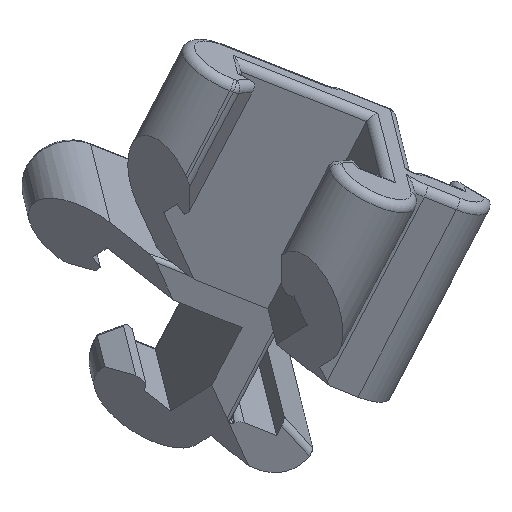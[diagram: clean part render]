
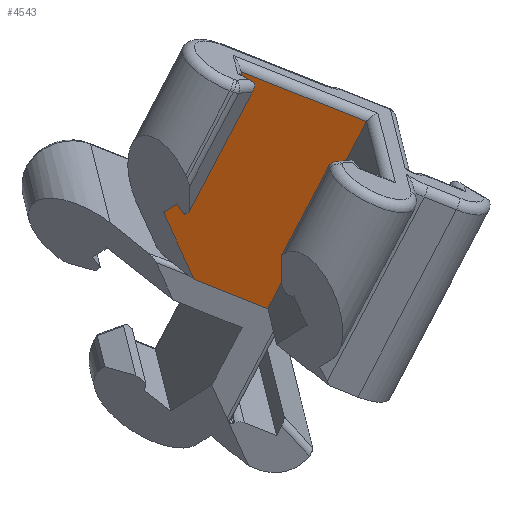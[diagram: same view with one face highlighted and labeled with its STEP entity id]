
A CAD part, left-side view. The second image highlights one B-rep face of the part: STEP entity #4543.
In plain terms, the highlighted face is planar.
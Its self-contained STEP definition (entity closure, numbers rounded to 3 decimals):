
#324 = LINE ( 'NONE', #2509, #5410 ) ;
#451 = VECTOR ( 'NONE', #1662, 1000. ) ;
#612 = EDGE_CURVE ( 'NONE', #2962, #696, #5211, .T. ) ;
#696 = VERTEX_POINT ( 'NONE', #4605 ) ;
#775 = CARTESIAN_POINT ( 'NONE',  ( 3.111, -0.061, 3.952 ) ) ;
#906 = DIRECTION ( 'NONE',  ( 0.786, 0., -0.619 ) ) ;
#936 = VERTEX_POINT ( 'NONE', #1009 ) ;
#1009 = CARTESIAN_POINT ( 'NONE',  ( -6.006, 2.484, 7.89 ) ) ;
#1060 = VERTEX_POINT ( 'NONE', #4394 ) ;
#1212 = VECTOR ( 'NONE', #1694, 1000. ) ;
#1237 = DIRECTION ( 'NONE',  ( 0.786, 0., -0.619 ) ) ;
#1305 = EDGE_CURVE ( 'NONE', #696, #1060, #4661, .T. ) ;
#1336 = CARTESIAN_POINT ( 'NONE',  ( -20.489, 6.798, 13.803 ) ) ;
#1458 = AXIS2_PLACEMENT_3D ( 'NONE', #4586, #5509, #3375 ) ;
#1572 = FACE_OUTER_BOUND ( 'NONE', #3530, .T. ) ;
#1579 = DIRECTION ( 'NONE',  ( -0.437, 0.707, -0.556 ) ) ;
#1602 = PLANE ( 'NONE',  #1458 ) ;
#1662 = DIRECTION ( 'NONE',  ( -0.437, 0.707, -0.556 ) ) ;
#1694 = DIRECTION ( 'NONE',  ( 0.85, -0.526, 0. ) ) ;
#1710 = CARTESIAN_POINT ( 'NONE',  ( -8.674, 6.798, 4.501 ) ) ;
#1820 = VERTEX_POINT ( 'NONE', #2070 ) ;
#1846 = VECTOR ( 'NONE', #906, 1000. ) ;
#2004 = ORIENTED_EDGE ( 'NONE', *, *, #2133, .T. ) ;
#2070 = CARTESIAN_POINT ( 'NONE',  ( 1.537, 2.484, 1.952 ) ) ;
#2133 = EDGE_CURVE ( 'NONE', #936, #2962, #5414, .T. ) ;
#2509 = CARTESIAN_POINT ( 'NONE',  ( -6.32, 2.484, 8.138 ) ) ;
#2825 = VECTOR ( 'NONE', #1579, 1000. ) ;
#2852 = LINE ( 'NONE', #775, #451 ) ;
#2867 = ORIENTED_EDGE ( 'NONE', *, *, #5452, .F. ) ;
#2962 = VERTEX_POINT ( 'NONE', #1710 ) ;
#2972 = ORIENTED_EDGE ( 'NONE', *, *, #612, .T. ) ;
#3375 = DIRECTION ( 'NONE',  ( -0.437, 0.707, -0.556 ) ) ;
#3530 = EDGE_LOOP ( 'NONE', ( #5405, #2004, #2972, #4002, #2867 ) ) ;
#3817 = CARTESIAN_POINT ( 'NONE',  ( -9.5, 10.845, 0. ) ) ;
#4002 = ORIENTED_EDGE ( 'NONE', *, *, #1305, .T. ) ;
#4394 = CARTESIAN_POINT ( 'NONE',  ( 0., 4.968, 0. ) ) ;
#4543 = ADVANCED_FACE ( 'NONE', ( #1572 ), #1602, .T. ) ;
#4586 = CARTESIAN_POINT ( 'NONE',  ( -16.246, -0.061, 19.192 ) ) ;
#4605 = CARTESIAN_POINT ( 'NONE',  ( -2.957, 6.798, 0. ) ) ;
#4661 = LINE ( 'NONE', #3817, #1212 ) ;
#5083 = CARTESIAN_POINT ( 'NONE',  ( -4.431, -0.061, 9.89 ) ) ;
#5211 = LINE ( 'NONE', #1336, #1846 ) ;
#5281 = EDGE_CURVE ( 'NONE', #936, #1820, #324, .T. ) ;
#5405 = ORIENTED_EDGE ( 'NONE', *, *, #5281, .F. ) ;
#5410 = VECTOR ( 'NONE', #1237, 1000. ) ;
#5414 = LINE ( 'NONE', #5083, #2825 ) ;
#5452 = EDGE_CURVE ( 'NONE', #1820, #1060, #2852, .T. ) ;
#5509 = DIRECTION ( 'NONE',  ( -0.437, -0.707, -0.556 ) ) ;
